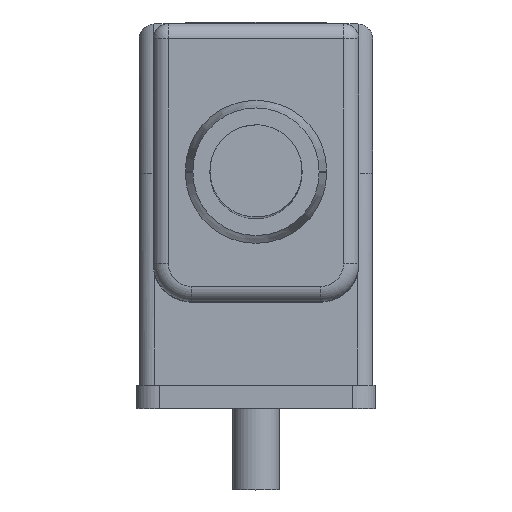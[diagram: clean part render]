
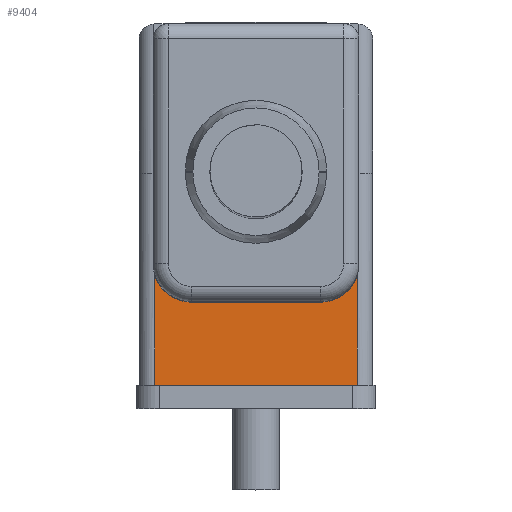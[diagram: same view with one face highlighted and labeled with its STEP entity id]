
A CAD part, top view. The second image highlights one B-rep face of the part: STEP entity #9404.
In plain terms, the highlighted planar face has unit normal (0, 0, 1).
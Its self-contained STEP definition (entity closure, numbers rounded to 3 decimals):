
#49 = PLANE ( 'NONE',  #9625 ) ;
#114 = DIRECTION ( 'NONE',  ( 0., 0., 1. ) ) ;
#201 = CARTESIAN_POINT ( 'NONE',  ( -4.2, -9.4, 7.6 ) ) ;
#704 = EDGE_CURVE ( 'NONE', #6473, #5533, #17209, .T. ) ;
#1149 = ORIENTED_EDGE ( 'NONE', *, *, #704, .F. ) ;
#1259 = LINE ( 'NONE', #2111, #8231 ) ;
#1651 = CARTESIAN_POINT ( 'NONE',  ( -7.6, 0., 7.6 ) ) ;
#1896 = CARTESIAN_POINT ( 'NONE',  ( -6.6, -7.6, 7.6 ) ) ;
#2111 = CARTESIAN_POINT ( 'NONE',  ( 0., -14.8, 7.6 ) ) ;
#2734 = CARTESIAN_POINT ( 'NONE',  ( -7.6, -9.4, 7.6 ) ) ;
#3100 = VECTOR ( 'NONE', #9738, 1000. ) ;
#3231 = DIRECTION ( 'NONE',  ( 0., 1., 0. ) ) ;
#3263 = VECTOR ( 'NONE', #3231, 1000. ) ;
#3718 = VERTEX_POINT ( 'NONE', #201 ) ;
#4071 = VERTEX_POINT ( 'NONE', #1896 ) ;
#4967 = AXIS2_PLACEMENT_3D ( 'NONE', #6958, #12383, #13867 ) ;
#5054 = CARTESIAN_POINT ( 'NONE',  ( -6.6, -14.8, 7.6 ) ) ;
#5333 = DIRECTION ( 'NONE',  ( 0., -1., 0. ) ) ;
#5533 = VERTEX_POINT ( 'NONE', #8107 ) ;
#6339 = EDGE_CURVE ( 'NONE', #11380, #4071, #13415, .T. ) ;
#6440 = ORIENTED_EDGE ( 'NONE', *, *, #10489, .T. ) ;
#6473 = VERTEX_POINT ( 'NONE', #17350 ) ;
#6539 = EDGE_CURVE ( 'NONE', #11380, #5533, #1259, .T. ) ;
#6958 = CARTESIAN_POINT ( 'NONE',  ( 4.2, -6.9, 7.6 ) ) ;
#7871 = CARTESIAN_POINT ( 'NONE',  ( 4.2, -9.4, 7.6 ) ) ;
#8107 = CARTESIAN_POINT ( 'NONE',  ( 6.6, -14.8, 7.6 ) ) ;
#8231 = VECTOR ( 'NONE', #8932, 1000. ) ;
#8344 = DIRECTION ( 'NONE',  ( 1., 0., 0. ) ) ;
#8932 = DIRECTION ( 'NONE',  ( 1., 0., 0. ) ) ;
#9404 = ADVANCED_FACE ( 'NONE', ( #12235 ), #49, .T. ) ;
#9625 = AXIS2_PLACEMENT_3D ( 'NONE', #1651, #114, #8344 ) ;
#9738 = DIRECTION ( 'NONE',  ( -1., 0., 0. ) ) ;
#9933 = ORIENTED_EDGE ( 'NONE', *, *, #6539, .T. ) ;
#10480 = ORIENTED_EDGE ( 'NONE', *, *, #16009, .T. ) ;
#10489 = EDGE_CURVE ( 'NONE', #3718, #4071, #16376, .T. ) ;
#10654 = CIRCLE ( 'NONE', #4967, 2.5 ) ;
#11380 = VERTEX_POINT ( 'NONE', #5054 ) ;
#12235 = FACE_OUTER_BOUND ( 'NONE', #17666, .T. ) ;
#12351 = CARTESIAN_POINT ( 'NONE',  ( -4.2, -6.9, 7.6 ) ) ;
#12383 = DIRECTION ( 'NONE',  ( 0., 0., -1. ) ) ;
#12464 = DIRECTION ( 'NONE',  ( 0., 0., -1. ) ) ;
#13415 = LINE ( 'NONE', #14097, #3263 ) ;
#13551 = VECTOR ( 'NONE', #5333, 1000. ) ;
#13840 = DIRECTION ( 'NONE',  ( 1., 0., 0. ) ) ;
#13867 = DIRECTION ( 'NONE',  ( 1., 0., 0. ) ) ;
#14097 = CARTESIAN_POINT ( 'NONE',  ( -6.6, -0.934, 7.6 ) ) ;
#15183 = EDGE_CURVE ( 'NONE', #17476, #3718, #15442, .T. ) ;
#15442 = LINE ( 'NONE', #2734, #3100 ) ;
#16009 = EDGE_CURVE ( 'NONE', #6473, #17476, #10654, .T. ) ;
#16087 = AXIS2_PLACEMENT_3D ( 'NONE', #12351, #12464, #13840 ) ;
#16376 = CIRCLE ( 'NONE', #16087, 2.5 ) ;
#17209 = LINE ( 'NONE', #17678, #13551 ) ;
#17350 = CARTESIAN_POINT ( 'NONE',  ( 6.6, -7.6, 7.6 ) ) ;
#17401 = ORIENTED_EDGE ( 'NONE', *, *, #6339, .F. ) ;
#17476 = VERTEX_POINT ( 'NONE', #7871 ) ;
#17666 = EDGE_LOOP ( 'NONE', ( #10480, #17674, #6440, #17401, #9933, #1149 ) ) ;
#17674 = ORIENTED_EDGE ( 'NONE', *, *, #15183, .T. ) ;
#17678 = CARTESIAN_POINT ( 'NONE',  ( 6.6, -0.934, 7.6 ) ) ;
